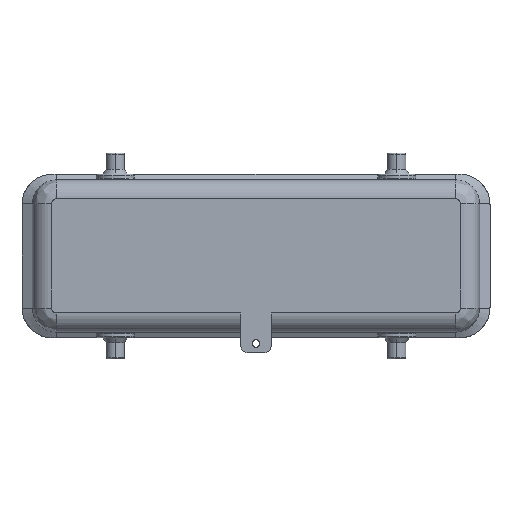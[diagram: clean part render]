
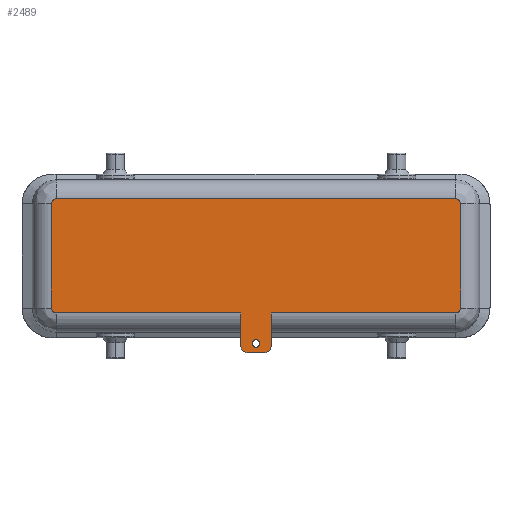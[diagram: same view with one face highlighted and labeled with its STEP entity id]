
A CAD part, top view. The second image highlights one B-rep face of the part: STEP entity #2489.
In plain terms, the highlighted planar face has unit normal (0, 0, 1).
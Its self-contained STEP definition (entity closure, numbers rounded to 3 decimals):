
#1535=FACE_BOUND('',#2946,.T.);
#1536=FACE_BOUND('',#2947,.T.);
#1644=CIRCLE('',#4905,1.);
#1669=CIRCLE('',#4953,1.3);
#1674=CIRCLE('',#4964,1.3);
#1678=CIRCLE('',#4969,1.3);
#1688=CIRCLE('',#4987,1.3);
#1723=CIRCLE('',#5068,2.);
#1725=CIRCLE('',#5072,2.);
#1938=LINE('',#9524,#2171);
#1955=LINE('',#9620,#2188);
#1963=LINE('',#9658,#2196);
#1964=LINE('',#9677,#2197);
#1982=LINE('',#9772,#2215);
#1983=LINE('',#9776,#2216);
#2054=LINE('',#10255,#2291);
#2058=LINE('',#10267,#2295);
#2171=VECTOR('',#5383,1.);
#2188=VECTOR('',#5436,1.);
#2196=VECTOR('',#5466,1.);
#2197=VECTOR('',#5477,1.);
#2215=VECTOR('',#5529,1.);
#2216=VECTOR('',#5534,1.);
#2291=VECTOR('',#5763,1.);
#2295=VECTOR('',#5775,1.);
#2489=ADVANCED_FACE('3-0-1',(#1535,#1536),#2565,.T.);
#2565=PLANE('',#5073);
#2946=EDGE_LOOP('',(#3771));
#2947=EDGE_LOOP('',(#3772,#3773,#3774,#3775,#3776,#3777,#3778,#3779,#3780,
#3781,#3782,#3783,#3784,#3785));
#3771=ORIENTED_EDGE('',*,*,#4433,.T.);
#3772=ORIENTED_EDGE('',*,*,#4693,.T.);
#3773=ORIENTED_EDGE('',*,*,#4692,.T.);
#3774=ORIENTED_EDGE('',*,*,#4687,.T.);
#3775=ORIENTED_EDGE('',*,*,#4686,.T.);
#3776=ORIENTED_EDGE('',*,*,#4484,.T.);
#3777=ORIENTED_EDGE('',*,*,#4510,.T.);
#3778=ORIENTED_EDGE('',*,*,#4513,.T.);
#3779=ORIENTED_EDGE('',*,*,#4525,.T.);
#3780=ORIENTED_EDGE('',*,*,#4528,.T.);
#3781=ORIENTED_EDGE('',*,*,#4531,.T.);
#3782=ORIENTED_EDGE('',*,*,#4533,.T.);
#3783=ORIENTED_EDGE('',*,*,#4561,.T.);
#3784=ORIENTED_EDGE('',*,*,#4562,.T.);
#3785=ORIENTED_EDGE('',*,*,#4564,.T.);
#4063=VERTEX_POINT('',#9381);
#4100=VERTEX_POINT('',#9518);
#4103=VERTEX_POINT('',#9523);
#4120=VERTEX_POINT('',#9605);
#4122=VERTEX_POINT('',#9619);
#4130=VERTEX_POINT('',#9643);
#4132=VERTEX_POINT('',#9657);
#4134=VERTEX_POINT('',#9663);
#4135=VERTEX_POINT('',#9675);
#4154=VERTEX_POINT('',#9761);
#4155=VERTEX_POINT('',#9773);
#4156=VERTEX_POINT('',#9777);
#4220=VERTEX_POINT('',#10250);
#4223=VERTEX_POINT('',#10258);
#4225=VERTEX_POINT('',#10264);
#4433=EDGE_CURVE('',#4063,#4063,#1644,.T.);
#4484=EDGE_CURVE('',#4100,#4103,#1938,.T.);
#4510=EDGE_CURVE('',#4103,#4120,#1669,.T.);
#4513=EDGE_CURVE('',#4120,#4122,#1955,.T.);
#4525=EDGE_CURVE('',#4122,#4130,#1674,.T.);
#4528=EDGE_CURVE('',#4130,#4132,#1963,.T.);
#4531=EDGE_CURVE('',#4132,#4134,#1678,.T.);
#4533=EDGE_CURVE('',#4134,#4135,#1964,.T.);
#4561=EDGE_CURVE('',#4135,#4154,#1688,.T.);
#4562=EDGE_CURVE('',#4154,#4155,#1982,.T.);
#4564=EDGE_CURVE('',#4155,#4156,#1983,.T.);
#4686=EDGE_CURVE('',#4220,#4100,#2054,.T.);
#4687=EDGE_CURVE('',#4223,#4220,#1723,.T.);
#4692=EDGE_CURVE('',#4225,#4223,#2058,.T.);
#4693=EDGE_CURVE('',#4156,#4225,#1725,.T.);
#4905=AXIS2_PLACEMENT_3D('',#9380,#5290,#5291);
#4953=AXIS2_PLACEMENT_3D('',#9606,#5431,#5432);
#4964=AXIS2_PLACEMENT_3D('',#9644,#5461,#5462);
#4969=AXIS2_PLACEMENT_3D('',#9664,#5473,#5474);
#4987=AXIS2_PLACEMENT_3D('',#9762,#5527,#5528);
#5068=AXIS2_PLACEMENT_3D('',#10257,#5766,#5767);
#5072=AXIS2_PLACEMENT_3D('',#10269,#5778,#5779);
#5073=AXIS2_PLACEMENT_3D('',#10270,#5780,#5781);
#5290=DIRECTION('',(0.,0.,-1.));
#5291=DIRECTION('',(0.,1.,0.));
#5383=DIRECTION('',(1.,0.,0.));
#5431=DIRECTION('',(0.,0.,1.));
#5432=DIRECTION('',(0.,-1.,0.));
#5436=DIRECTION('',(0.,1.,0.));
#5461=DIRECTION('',(0.,0.,1.));
#5462=DIRECTION('',(1.,0.,0.));
#5466=DIRECTION('',(-1.,0.,0.));
#5473=DIRECTION('',(0.,0.,1.));
#5474=DIRECTION('',(0.,1.,0.));
#5477=DIRECTION('',(0.,-1.,0.));
#5527=DIRECTION('',(0.,0.,1.));
#5528=DIRECTION('',(-1.,0.,0.));
#5529=DIRECTION('',(1.,0.,0.));
#5534=DIRECTION('',(0.,-1.,0.));
#5763=DIRECTION('',(0.,1.,0.));
#5766=DIRECTION('',(0.,0.,1.));
#5767=DIRECTION('',(0.,-1.,0.));
#5775=DIRECTION('',(1.,0.,0.));
#5778=DIRECTION('',(0.,0.,1.));
#5779=DIRECTION('',(-1.,0.,0.));
#5780=DIRECTION('',(0.,0.,1.));
#5781=DIRECTION('',(0.,1.,0.));
#9380=CARTESIAN_POINT('',(0.,0.,0.));
#9381=CARTESIAN_POINT('',(0.,1.,0.));
#9518=CARTESIAN_POINT('',(4.,8.,0.));
#9523=CARTESIAN_POINT('',(52.45,8.,0.));
#9524=CARTESIAN_POINT('',(4.,8.,0.));
#9605=CARTESIAN_POINT('',(53.75,9.3,0.));
#9606=CARTESIAN_POINT('',(52.45,9.3,0.));
#9619=CARTESIAN_POINT('',(53.75,36.7,0.));
#9620=CARTESIAN_POINT('',(53.75,9.3,0.));
#9643=CARTESIAN_POINT('',(52.45,38.,0.));
#9644=CARTESIAN_POINT('',(52.45,36.7,0.));
#9657=CARTESIAN_POINT('',(-52.45,38.,0.));
#9658=CARTESIAN_POINT('',(52.45,38.,0.));
#9663=CARTESIAN_POINT('',(-53.75,36.7,0.));
#9664=CARTESIAN_POINT('',(-52.45,36.7,0.));
#9675=CARTESIAN_POINT('',(-53.75,9.3,0.));
#9677=CARTESIAN_POINT('',(-53.75,36.7,0.));
#9761=CARTESIAN_POINT('',(-52.45,8.,0.));
#9762=CARTESIAN_POINT('',(-52.45,9.3,0.));
#9772=CARTESIAN_POINT('',(-52.45,8.,0.));
#9773=CARTESIAN_POINT('',(-4.,8.,0.));
#9776=CARTESIAN_POINT('',(-4.,8.,0.));
#9777=CARTESIAN_POINT('',(-4.,-0.5,0.));
#10250=CARTESIAN_POINT('',(4.,-0.5,0.));
#10255=CARTESIAN_POINT('',(4.,-0.5,0.));
#10257=CARTESIAN_POINT('',(2.,-0.5,0.));
#10258=CARTESIAN_POINT('',(2.,-2.5,0.));
#10264=CARTESIAN_POINT('',(-2.,-2.5,0.));
#10267=CARTESIAN_POINT('',(-2.,-2.5,0.));
#10269=CARTESIAN_POINT('',(-2.,-0.5,0.));
#10270=CARTESIAN_POINT('',(54.95,-2.7,0.));
